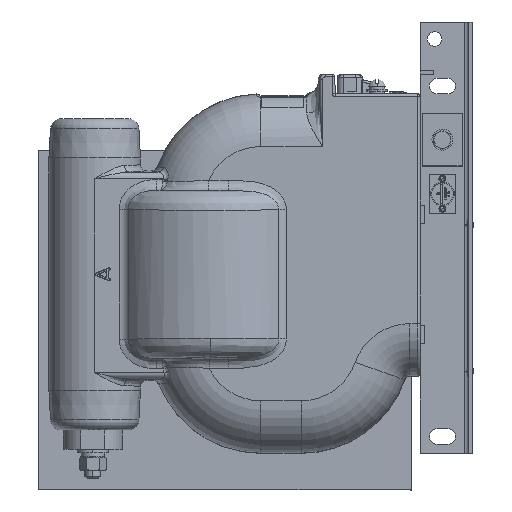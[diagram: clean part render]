
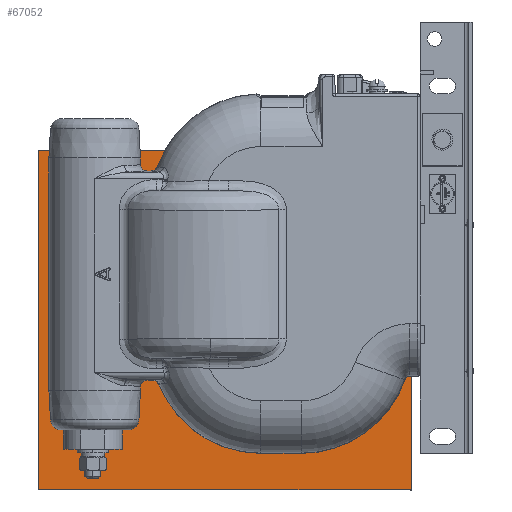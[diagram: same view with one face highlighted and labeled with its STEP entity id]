
A CAD part, left-side view. The second image highlights one B-rep face of the part: STEP entity #67052.
In plain terms, the highlighted planar face has unit normal (-1, 0, 0).
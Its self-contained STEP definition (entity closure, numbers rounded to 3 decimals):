
#25862 = CARTESIAN_POINT ( 'NONE',  ( -78.5, 291.9, -488.007 ) ) ;
#25969 = DIRECTION ( 'NONE',  ( 0., 0., 1. ) ) ;
#25970 = CARTESIAN_POINT ( 'NONE',  ( -78.5, 6.9, -247.8 ) ) ;
#25991 = DIRECTION ( 'NONE',  ( 0., 0., 1. ) ) ;
#33112 = CARTESIAN_POINT ( 'NONE',  ( -78.5, 291.9, -57.8 ) ) ;
#33339 = CARTESIAN_POINT ( 'NONE',  ( -78.5, 24.9, -105.3 ) ) ;
#33345 = CARTESIAN_POINT ( 'NONE',  ( -78.5, 24.9, -114.3 ) ) ;
#33347 = CARTESIAN_POINT ( 'NONE',  ( -78.5, 24.9, -200.3 ) ) ;
#33351 = CARTESIAN_POINT ( 'NONE',  ( -78.5, 6.9, -57.8 ) ) ;
#33505 = CARTESIAN_POINT ( 'NONE',  ( -78.5, 291.9, -317.8 ) ) ;
#33514 = CARTESIAN_POINT ( 'NONE',  ( -78.5, 6.9, -317.8 ) ) ;
#33580 = CARTESIAN_POINT ( 'NONE',  ( -78.5, 24.9, -191.3 ) ) ;
#37062 = EDGE_CURVE ( 'NONE', #63568, #63569, #73797, .T. ) ;
#37064 = EDGE_CURVE ( 'NONE', #63578, #63579, #73800, .T. ) ;
#37065 = EDGE_CURVE ( 'NONE', #63569, #63568, #73798, .T. ) ;
#37072 = EDGE_CURVE ( 'NONE', #63579, #63578, #73806, .T. ) ;
#37086 = EDGE_CURVE ( 'NONE', #63564, #63566, #73805, .T. ) ;
#37200 = EDGE_CURVE ( 'NONE', #63570, #63561, #73891, .T. ) ;
#37757 = EDGE_CURVE ( 'NONE', #63564, #63561, #73300, .T. ) ;
#37761 = EDGE_CURVE ( 'NONE', #63566, #63570, #73208, .T. ) ;
#44399 = ORIENTED_EDGE ( 'NONE', *, *, #37761, .T. ) ;
#44582 = ORIENTED_EDGE ( 'NONE', *, *, #37064, .F. ) ;
#44626 = ORIENTED_EDGE ( 'NONE', *, *, #37062, .F. ) ;
#45093 = ORIENTED_EDGE ( 'NONE', *, *, #37086, .T. ) ;
#45111 = ORIENTED_EDGE ( 'NONE', *, *, #37757, .F. ) ;
#45158 = ORIENTED_EDGE ( 'NONE', *, *, #37072, .F. ) ;
#46142 = ORIENTED_EDGE ( 'NONE', *, *, #37200, .T. ) ;
#46194 = ORIENTED_EDGE ( 'NONE', *, *, #37065, .F. ) ;
#51254 = CARTESIAN_POINT ( 'NONE',  ( -78.5, 6.9, -57.8 ) ) ;
#51271 = DIRECTION ( 'NONE',  ( 0., 1., 0. ) ) ;
#54794 = AXIS2_PLACEMENT_3D ( 'NONE', #75488, #75508, #75511 ) ;
#56784 = EDGE_LOOP ( 'NONE', ( #46194, #44626 ) ) ;
#56799 = EDGE_LOOP ( 'NONE', ( #44582, #45158 ) ) ;
#57727 = EDGE_LOOP ( 'NONE', ( #45093, #44399, #46142, #45111 ) ) ;
#58319 = AXIS2_PLACEMENT_3D ( 'NONE', #68934, #68948, #68941 ) ;
#58320 = AXIS2_PLACEMENT_3D ( 'NONE', #68928, #68932, #68931 ) ;
#58321 = AXIS2_PLACEMENT_3D ( 'NONE', #68943, #68939, #68936 ) ;
#58322 = AXIS2_PLACEMENT_3D ( 'NONE', #68955, #68952, #68950 ) ;
#60952 = FACE_OUTER_BOUND ( 'NONE', #57727, .T. ) ;
#60987 = FACE_BOUND ( 'NONE', #56799, .T. ) ;
#60989 = FACE_BOUND ( 'NONE', #56784, .T. ) ;
#63561 = VERTEX_POINT ( 'NONE', #33112 ) ;
#63564 = VERTEX_POINT ( 'NONE', #33505 ) ;
#63566 = VERTEX_POINT ( 'NONE', #33514 ) ;
#63568 = VERTEX_POINT ( 'NONE', #33345 ) ;
#63569 = VERTEX_POINT ( 'NONE', #33339 ) ;
#63570 = VERTEX_POINT ( 'NONE', #33351 ) ;
#63578 = VERTEX_POINT ( 'NONE', #33347 ) ;
#63579 = VERTEX_POINT ( 'NONE', #33580 ) ;
#67052 = ADVANCED_FACE ( 'NONE', ( #60952, #60989, #60987 ), #75543, .F. ) ;
#68928 = CARTESIAN_POINT ( 'NONE',  ( -78.5, 24.9, -109.8 ) ) ;
#68931 = DIRECTION ( 'NONE',  ( 0., 0., 1. ) ) ;
#68932 = DIRECTION ( 'NONE',  ( -1., 0., 0. ) ) ;
#68934 = CARTESIAN_POINT ( 'NONE',  ( -78.5, 24.9, -195.8 ) ) ;
#68936 = DIRECTION ( 'NONE',  ( 0., 0., 1. ) ) ;
#68939 = DIRECTION ( 'NONE',  ( -1., 0., 0. ) ) ;
#68941 = DIRECTION ( 'NONE',  ( 0., 0., -1. ) ) ;
#68943 = CARTESIAN_POINT ( 'NONE',  ( -78.5, 24.9, -109.8 ) ) ;
#68948 = DIRECTION ( 'NONE',  ( -1., 0., 0. ) ) ;
#68950 = DIRECTION ( 'NONE',  ( 0., 0., -1. ) ) ;
#68952 = DIRECTION ( 'NONE',  ( -1., 0., 0. ) ) ;
#68955 = CARTESIAN_POINT ( 'NONE',  ( -78.5, 24.9, -195.8 ) ) ;
#68997 = CARTESIAN_POINT ( 'NONE',  ( -78.5, 149.4, -317.8 ) ) ;
#69006 = DIRECTION ( 'NONE',  ( 0., -1., 0. ) ) ;
#73092 = VECTOR ( 'NONE', #25991, 1000. ) ;
#73208 = LINE ( 'NONE', #25970, #73303 ) ;
#73300 = LINE ( 'NONE', #25862, #73092 ) ;
#73303 = VECTOR ( 'NONE', #25969, 1000. ) ;
#73797 = CIRCLE ( 'NONE', #58320, 4.5 ) ;
#73798 = CIRCLE ( 'NONE', #58321, 4.5 ) ;
#73800 = CIRCLE ( 'NONE', #58319, 4.5 ) ;
#73805 = LINE ( 'NONE', #68997, #73814 ) ;
#73806 = CIRCLE ( 'NONE', #58322, 4.5 ) ;
#73814 = VECTOR ( 'NONE', #69006, 1000. ) ;
#73891 = LINE ( 'NONE', #51254, #73892 ) ;
#73892 = VECTOR ( 'NONE', #51271, 1000. ) ;
#75488 = CARTESIAN_POINT ( 'NONE',  ( -78.5, 233.9, -247.8 ) ) ;
#75508 = DIRECTION ( 'NONE',  ( 1., 0., 0. ) ) ;
#75511 = DIRECTION ( 'NONE',  ( 0., 0., -1. ) ) ;
#75543 = PLANE ( 'NONE',  #54794 ) ;
